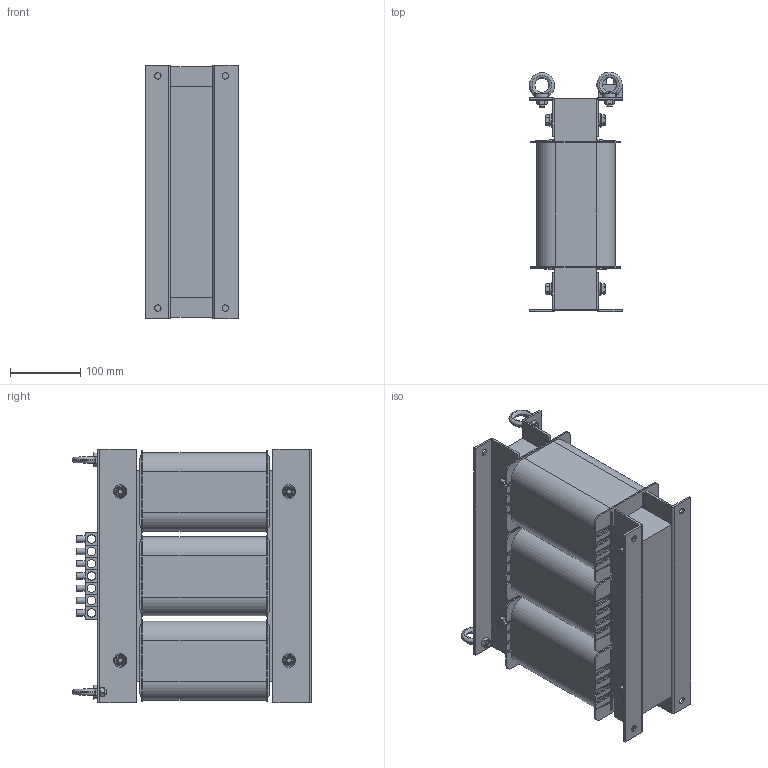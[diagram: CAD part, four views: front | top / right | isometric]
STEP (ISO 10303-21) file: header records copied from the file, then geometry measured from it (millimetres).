
FILE_DESCRIPTION(/* description */ (''),/* implementation_level */ '2;1');
FILE_NAME(/* name */ 'XMN02315620.stp',/* time_stamp */ '2023-03-08T10:39:48+01:00',/* author */ ('velazquez'),/* organization */ (''),/* preprocessor_version */ 'ST-DEVELOPER v19.2',/* originating_system */ 'Autodesk Inventor 2023',/* authorisation */ '');
FILE_SCHEMA (('AUTOMOTIVE_DESIGN { 1 0 10303 214 3 1 1 }'));
Length unit declared in the file: millimetre
Products named in the file (11): XMN02315620; UI 180 - 60 (300x300); UI 180_60_BOBINADO; RC60 NT060; centrador M8; DIN 125 - A 8,4; DIN 933 - M8  x 80; FICHA 25 7 ELEMENTOS; FICHA 25; DIN 580 - M8; DIN 934 - M8
Assembly tree (44 placements, depth 3):
  XMN02315620
    UI 180 - 60 (300x300)
    UI 180_60_BOBINADO  x3
    RC60 NT060  x4
    centrador M8  x8
    DIN 125 - A 8,4  x8
    DIN 933 - M8  x 80  x4
    DIN 934 - M8  x6
    FICHA 25 7 ELEMENTOS
      FICHA 25  x7
    DIN 580 - M8  x2
Bounding box: 133 x 340 x 360 mm (x, y, z)
Volume: 8988763.4 mm3; surface area: 1313352.9 mm2
Topology: 43 solids, 52 shells, 1303 faces, 3161 edges, 1994 vertices
Faces by surface type: plane 949, cylinder 262, cone 62, torus 22, bspline 8
Full cylindrical faces by diameter (mm): 6.647 x6, 7 x2, 7.323 x4, 8 x14, 8.4 x8, 9 x22, 9.6 x8, 10.5 x8, 11 x4, 11.4 x4, 12 x7, 16 x8, 19 x8
Entity records: 13151 total; most frequent: CARTESIAN_POINT 2622, DIRECTION 2039, ORIENTED_EDGE 1992, EDGE_CURVE 996, LINE 767, VECTOR 767, AXIS2_PLACEMENT_3D 636, VERTEX_POINT 627
